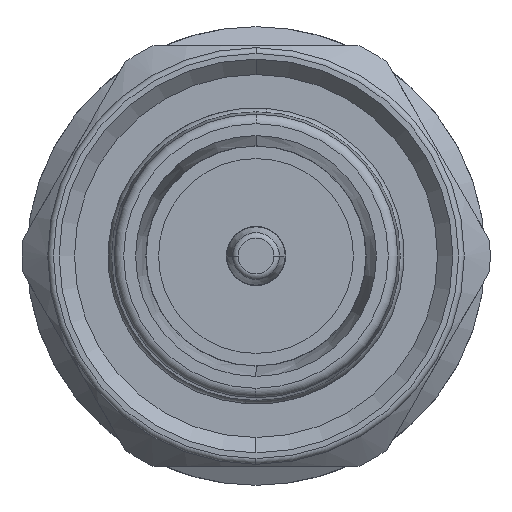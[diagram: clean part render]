
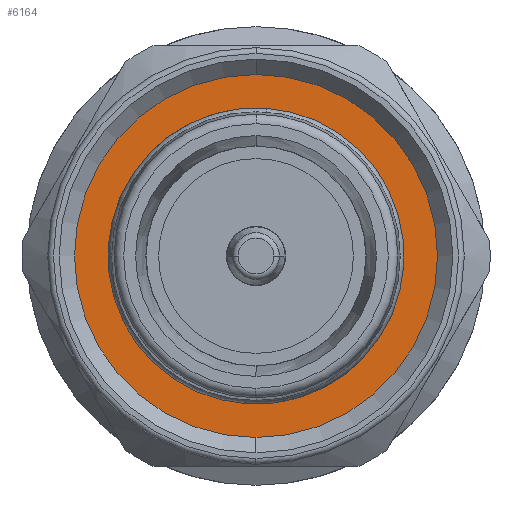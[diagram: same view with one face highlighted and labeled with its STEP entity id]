
A CAD part, left-side view. The second image highlights one B-rep face of the part: STEP entity #6164.
In plain terms, the highlighted planar face has unit normal (-1, 0, 0).
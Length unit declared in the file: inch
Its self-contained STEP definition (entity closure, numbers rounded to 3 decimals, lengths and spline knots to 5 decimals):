
#126 = DIRECTION ( 'NONE',  ( 1., 0., 0. ) ) ;
#131 = CARTESIAN_POINT ( 'NONE',  ( 0.24409, 0., 0.37402 ) ) ;
#206 = CARTESIAN_POINT ( 'NONE',  ( 0.24409, 0., -0.37402 ) ) ;
#462 = DIRECTION ( 'NONE',  ( 0., -1., 0. ) ) ;
#543 = CARTESIAN_POINT ( 'NONE',  ( 0.24409, 0., 0. ) ) ;
#640 = FACE_BOUND ( 'NONE', #6101, .T. ) ;
#658 = EDGE_CURVE ( 'NONE', #3506, #2037, #1531, .T. ) ;
#841 = VERTEX_POINT ( 'NONE', #2168 ) ;
#856 = AXIS2_PLACEMENT_3D ( 'NONE', #4374, #126, #1795 ) ;
#993 = CARTESIAN_POINT ( 'NONE',  ( 0.24409, 0.02004, -0.28822 ) ) ;
#1221 = ORIENTED_EDGE ( 'NONE', *, *, #3918, .T. ) ;
#1265 = AXIS2_PLACEMENT_3D ( 'NONE', #4158, #3587, #462 ) ;
#1369 = CARTESIAN_POINT ( 'NONE',  ( 0.24409, 0., 0. ) ) ;
#1405 = AXIS2_PLACEMENT_3D ( 'NONE', #543, #2621, #1611 ) ;
#1522 = PLANE ( 'NONE',  #1405 ) ;
#1531 = CIRCLE ( 'NONE', #3524, 0.37402 ) ;
#1611 = DIRECTION ( 'NONE',  ( 0., -1., 0. ) ) ;
#1795 = DIRECTION ( 'NONE',  ( 0., -1., 0. ) ) ;
#1801 = ORIENTED_EDGE ( 'NONE', *, *, #5814, .T. ) ;
#2037 = VERTEX_POINT ( 'NONE', #206 ) ;
#2168 = CARTESIAN_POINT ( 'NONE',  ( 0.24409, -0.02004, 0.28822 ) ) ;
#2594 = EDGE_CURVE ( 'NONE', #2037, #3506, #3245, .T. ) ;
#2621 = DIRECTION ( 'NONE',  ( -1., 0., 0. ) ) ;
#2707 = FACE_OUTER_BOUND ( 'NONE', #3126, .T. ) ;
#2974 = ORIENTED_EDGE ( 'NONE', *, *, #658, .T. ) ;
#3028 = DIRECTION ( 'NONE',  ( -1., 0., 0. ) ) ;
#3126 = EDGE_LOOP ( 'NONE', ( #2974, #5408 ) ) ;
#3245 = CIRCLE ( 'NONE', #6396, 0.37402 ) ;
#3506 = VERTEX_POINT ( 'NONE', #131 ) ;
#3524 = AXIS2_PLACEMENT_3D ( 'NONE', #3627, #3028, #4631 ) ;
#3587 = DIRECTION ( 'NONE',  ( 1., 0., 0. ) ) ;
#3627 = CARTESIAN_POINT ( 'NONE',  ( 0.24409, 0., 0. ) ) ;
#3918 = EDGE_CURVE ( 'NONE', #841, #3971, #4862, .T. ) ;
#3971 = VERTEX_POINT ( 'NONE', #993 ) ;
#4158 = CARTESIAN_POINT ( 'NONE',  ( 0.24409, 0., 0. ) ) ;
#4374 = CARTESIAN_POINT ( 'NONE',  ( 0.24409, 0., 0. ) ) ;
#4631 = DIRECTION ( 'NONE',  ( 0., -1., 0. ) ) ;
#4862 = CIRCLE ( 'NONE', #1265, 0.28891 ) ;
#5063 = DIRECTION ( 'NONE',  ( 0., -1., 0. ) ) ;
#5408 = ORIENTED_EDGE ( 'NONE', *, *, #2594, .T. ) ;
#5814 = EDGE_CURVE ( 'NONE', #3971, #841, #6796, .T. ) ;
#6093 = DIRECTION ( 'NONE',  ( -1., 0., 0. ) ) ;
#6101 = EDGE_LOOP ( 'NONE', ( #1221, #1801 ) ) ;
#6164 = ADVANCED_FACE ( 'NONE', ( #640, #2707 ), #1522, .T. ) ;
#6396 = AXIS2_PLACEMENT_3D ( 'NONE', #1369, #6093, #5063 ) ;
#6796 = CIRCLE ( 'NONE', #856, 0.28891 ) ;
